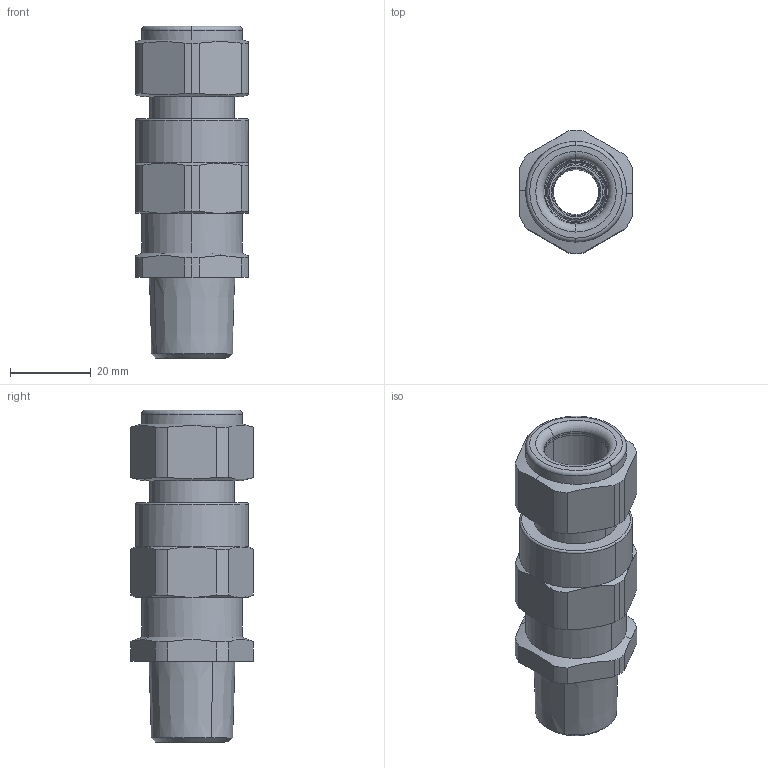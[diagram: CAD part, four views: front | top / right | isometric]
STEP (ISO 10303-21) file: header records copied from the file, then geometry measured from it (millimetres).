
FILE_DESCRIPTION(('CATIA V5 STEP Exchange','CAx-IF Rec.Pracs.--- Model Styling and Organization---1.4--- 2014-01-23'),'2;1');
FILE_NAME ('225057-1_0_1185090000_1185090000.stp','2022-04-01T05:26:59+00:00',('none'),('Weidmueller'),'CATIA Version 5-6 Release 2016 SP3 HF44','CATIA V5 STEP AP214','none');
FILE_SCHEMA(('AUTOMOTIVE_DESIGN { 1 0 10303 214 1 1 1 1 }'));
Length unit declared in the file: millimetre
Products named in the file (1): E1XZ/20S/NPT1/2-WM
Bounding box: 28 x 30.5 x 82.4 mm (x, y, z)
Volume: 29231.7 mm3; surface area: 19879.3 mm2
Topology: 3 solids, 3 shells, 196 faces, 462 edges, 286 vertices
Faces by surface type: cylinder 70, cone 58, plane 38, torus 30
Entity records: 5319 total; most frequent: CARTESIAN_POINT 1188, ORIENTED_EDGE 924, DIRECTION 659, EDGE_CURVE 462, AXIS2_PLACEMENT_3D 395, VERTEX_POINT 286, CIRCLE 269, EDGE_LOOP 216
